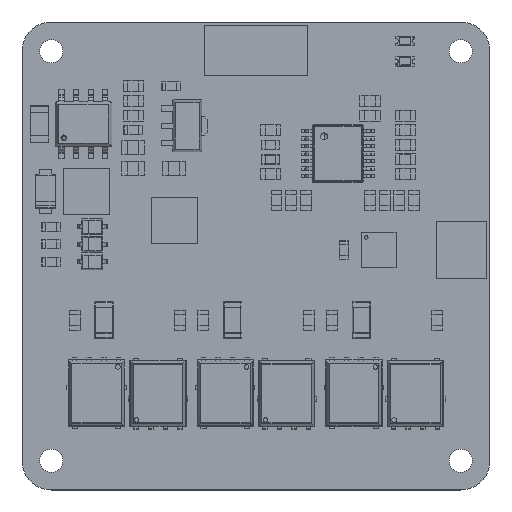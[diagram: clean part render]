
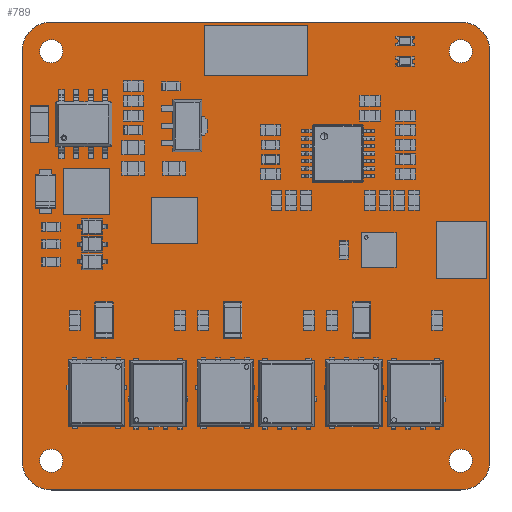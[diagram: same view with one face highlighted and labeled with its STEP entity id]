
A CAD part, top view. The second image highlights one B-rep face of the part: STEP entity #789.
In plain terms, the highlighted planar face has unit normal (0, 0, 1).
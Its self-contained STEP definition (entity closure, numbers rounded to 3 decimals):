
#380 = VERTEX_POINT('',#381);
#381 = CARTESIAN_POINT('',(-20.32,-17.78,1.6));
#387 = EDGE_CURVE('',#380,#388,#390,.T.);
#388 = VERTEX_POINT('',#389);
#389 = CARTESIAN_POINT('',(-20.32,17.78,1.6));
#390 = LINE('',#391,#392);
#391 = CARTESIAN_POINT('',(-20.32,-17.78,1.6));
#392 = VECTOR('',#393,1.);
#393 = DIRECTION('',(0.,1.,0.));
#418 = EDGE_CURVE('',#388,#419,#421,.T.);
#419 = VERTEX_POINT('',#420);
#420 = CARTESIAN_POINT('',(-17.78,20.32,1.6));
#421 = CIRCLE('',#422,2.54);
#422 = AXIS2_PLACEMENT_3D('',#423,#424,#425);
#423 = CARTESIAN_POINT('',(-17.78,17.78,1.6));
#424 = DIRECTION('',(0.,0.,-1.));
#425 = DIRECTION('',(-1.,0.,0.));
#451 = EDGE_CURVE('',#419,#452,#454,.T.);
#452 = VERTEX_POINT('',#453);
#453 = CARTESIAN_POINT('',(17.78,20.32,1.6));
#454 = LINE('',#455,#456);
#455 = CARTESIAN_POINT('',(-17.78,20.32,1.6));
#456 = VECTOR('',#457,1.);
#457 = DIRECTION('',(1.,0.,0.));
#482 = EDGE_CURVE('',#452,#483,#485,.T.);
#483 = VERTEX_POINT('',#484);
#484 = CARTESIAN_POINT('',(20.32,17.78,1.6));
#485 = CIRCLE('',#486,2.54);
#486 = AXIS2_PLACEMENT_3D('',#487,#488,#489);
#487 = CARTESIAN_POINT('',(17.78,17.78,1.6));
#488 = DIRECTION('',(0.,0.,-1.));
#489 = DIRECTION('',(0.,1.,0.));
#515 = EDGE_CURVE('',#483,#516,#518,.T.);
#516 = VERTEX_POINT('',#517);
#517 = CARTESIAN_POINT('',(20.32,-17.78,1.6));
#518 = LINE('',#519,#520);
#519 = CARTESIAN_POINT('',(20.32,17.78,1.6));
#520 = VECTOR('',#521,1.);
#521 = DIRECTION('',(0.,-1.,0.));
#546 = EDGE_CURVE('',#516,#547,#549,.T.);
#547 = VERTEX_POINT('',#548);
#548 = CARTESIAN_POINT('',(17.78,-20.32,1.6));
#549 = CIRCLE('',#550,2.54);
#550 = AXIS2_PLACEMENT_3D('',#551,#552,#553);
#551 = CARTESIAN_POINT('',(17.78,-17.78,1.6));
#552 = DIRECTION('',(0.,0.,-1.));
#553 = DIRECTION('',(1.,0.,0.));
#579 = EDGE_CURVE('',#547,#580,#582,.T.);
#580 = VERTEX_POINT('',#581);
#581 = CARTESIAN_POINT('',(-17.78,-20.32,1.6));
#582 = LINE('',#583,#584);
#583 = CARTESIAN_POINT('',(17.78,-20.32,1.6));
#584 = VECTOR('',#585,1.);
#585 = DIRECTION('',(-1.,0.,0.));
#610 = EDGE_CURVE('',#580,#380,#611,.T.);
#611 = CIRCLE('',#612,2.54);
#612 = AXIS2_PLACEMENT_3D('',#613,#614,#615);
#613 = CARTESIAN_POINT('',(-17.78,-17.78,1.6));
#614 = DIRECTION('',(0.,0.,-1.));
#615 = DIRECTION('',(0.,-1.,0.));
#636 = VERTEX_POINT('',#637);
#637 = CARTESIAN_POINT('',(-16.78,-17.78,1.6));
#643 = EDGE_CURVE('',#636,#636,#644,.T.);
#644 = CIRCLE('',#645,1.);
#645 = AXIS2_PLACEMENT_3D('',#646,#647,#648);
#646 = CARTESIAN_POINT('',(-17.78,-17.78,1.6));
#647 = DIRECTION('',(0.,0.,1.));
#648 = DIRECTION('',(1.,0.,0.));
#669 = VERTEX_POINT('',#670);
#670 = CARTESIAN_POINT('',(-16.78,17.78,1.6));
#676 = EDGE_CURVE('',#669,#669,#677,.T.);
#677 = CIRCLE('',#678,1.);
#678 = AXIS2_PLACEMENT_3D('',#679,#680,#681);
#679 = CARTESIAN_POINT('',(-17.78,17.78,1.6));
#680 = DIRECTION('',(0.,0.,1.));
#681 = DIRECTION('',(1.,0.,0.));
#702 = VERTEX_POINT('',#703);
#703 = CARTESIAN_POINT('',(18.78,-17.78,1.6));
#709 = EDGE_CURVE('',#702,#702,#710,.T.);
#710 = CIRCLE('',#711,1.);
#711 = AXIS2_PLACEMENT_3D('',#712,#713,#714);
#712 = CARTESIAN_POINT('',(17.78,-17.78,1.6));
#713 = DIRECTION('',(0.,0.,1.));
#714 = DIRECTION('',(1.,0.,0.));
#735 = VERTEX_POINT('',#736);
#736 = CARTESIAN_POINT('',(18.78,17.78,1.6));
#742 = EDGE_CURVE('',#735,#735,#743,.T.);
#743 = CIRCLE('',#744,1.);
#744 = AXIS2_PLACEMENT_3D('',#745,#746,#747);
#745 = CARTESIAN_POINT('',(17.78,17.78,1.6));
#746 = DIRECTION('',(0.,0.,1.));
#747 = DIRECTION('',(1.,0.,0.));
#789 = ADVANCED_FACE('',(#790,#800,#803,#806,#809),#812,.T.);
#790 = FACE_BOUND('',#791,.F.);
#791 = EDGE_LOOP('',(#792,#793,#794,#795,#796,#797,#798,#799));
#792 = ORIENTED_EDGE('',*,*,#387,.T.);
#793 = ORIENTED_EDGE('',*,*,#418,.T.);
#794 = ORIENTED_EDGE('',*,*,#451,.T.);
#795 = ORIENTED_EDGE('',*,*,#482,.T.);
#796 = ORIENTED_EDGE('',*,*,#515,.T.);
#797 = ORIENTED_EDGE('',*,*,#546,.T.);
#798 = ORIENTED_EDGE('',*,*,#579,.T.);
#799 = ORIENTED_EDGE('',*,*,#610,.T.);
#800 = FACE_BOUND('',#801,.T.);
#801 = EDGE_LOOP('',(#802));
#802 = ORIENTED_EDGE('',*,*,#643,.F.);
#803 = FACE_BOUND('',#804,.T.);
#804 = EDGE_LOOP('',(#805));
#805 = ORIENTED_EDGE('',*,*,#676,.F.);
#806 = FACE_BOUND('',#807,.T.);
#807 = EDGE_LOOP('',(#808));
#808 = ORIENTED_EDGE('',*,*,#709,.F.);
#809 = FACE_BOUND('',#810,.T.);
#810 = EDGE_LOOP('',(#811));
#811 = ORIENTED_EDGE('',*,*,#742,.F.);
#812 = PLANE('',#813);
#813 = AXIS2_PLACEMENT_3D('',#814,#815,#816);
#814 = CARTESIAN_POINT('',(-20.32,-17.78,1.6));
#815 = DIRECTION('',(0.,0.,1.));
#816 = DIRECTION('',(1.,0.,0.));
